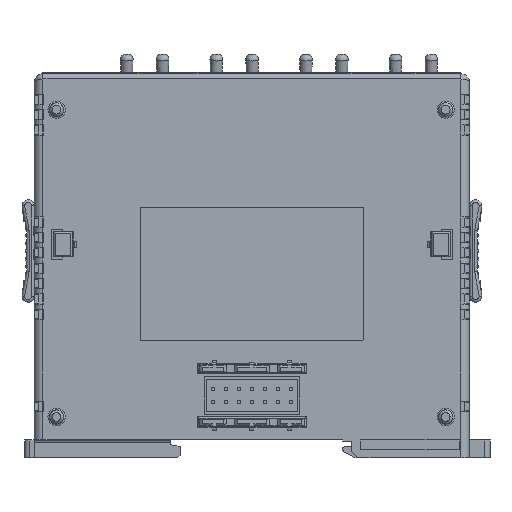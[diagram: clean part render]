
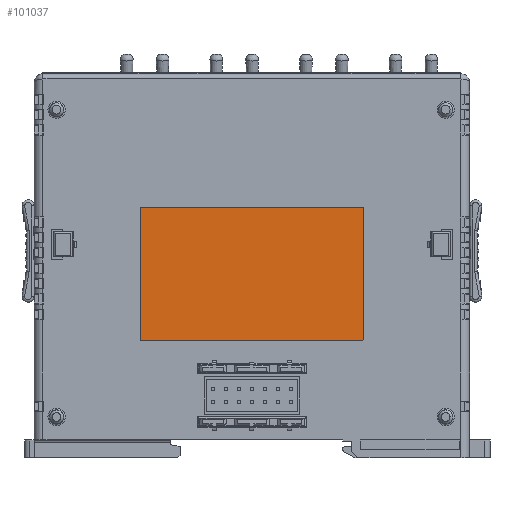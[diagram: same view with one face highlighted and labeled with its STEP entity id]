
A CAD part, left-side view. The second image highlights one B-rep face of the part: STEP entity #101037.
In plain terms, the highlighted planar face has unit normal (-1, 0, 0).
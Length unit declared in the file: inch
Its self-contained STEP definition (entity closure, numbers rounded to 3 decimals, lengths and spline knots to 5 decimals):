
#120 = EDGE_CURVE ( 'NONE', #44891, #31086, #15358, .T. ) ;
#1532 = ORIENTED_EDGE ( 'NONE', *, *, #65452, .T. ) ;
#3500 = EDGE_CURVE ( 'NONE', #62769, #44891, #18477, .T. ) ;
#3894 = CARTESIAN_POINT ( 'NONE',  ( -0.52362, -0.85827, -2.57283 ) ) ;
#5487 = EDGE_LOOP ( 'NONE', ( #23756, #20375, #32880, #6197, #51729, #11235, #30437, #1532 ) ) ;
#6197 = ORIENTED_EDGE ( 'NONE', *, *, #95196, .T. ) ;
#11235 = ORIENTED_EDGE ( 'NONE', *, *, #21979, .T. ) ;
#13430 = AXIS2_PLACEMENT_3D ( 'NONE', #52047, #25250, #90189 ) ;
#14625 = AXIS2_PLACEMENT_3D ( 'NONE', #76953, #113300, #22743 ) ;
#15358 = CIRCLE ( 'NONE', #106703, 0.00787 ) ;
#15604 = DIRECTION ( 'NONE',  ( 0., -1., 0. ) ) ;
#16755 = VERTEX_POINT ( 'NONE', #33075 ) ;
#18477 = LINE ( 'NONE', #47630, #64268 ) ;
#20375 = ORIENTED_EDGE ( 'NONE', *, *, #3500, .T. ) ;
#21979 = EDGE_CURVE ( 'NONE', #16755, #69173, #44574, .T. ) ;
#22743 = DIRECTION ( 'NONE',  ( 0., -1., 0. ) ) ;
#23756 = ORIENTED_EDGE ( 'NONE', *, *, #25415, .T. ) ;
#23954 = LINE ( 'NONE', #113939, #114679 ) ;
#25250 = DIRECTION ( 'NONE',  ( -1., 0., 0. ) ) ;
#25415 = EDGE_CURVE ( 'NONE', #27433, #62769, #100963, .T. ) ;
#27433 = VERTEX_POINT ( 'NONE', #92262 ) ;
#30437 = ORIENTED_EDGE ( 'NONE', *, *, #77118, .T. ) ;
#31086 = VERTEX_POINT ( 'NONE', #88170 ) ;
#32880 = ORIENTED_EDGE ( 'NONE', *, *, #120, .T. ) ;
#33075 = CARTESIAN_POINT ( 'NONE',  ( -0.52362, -0.85039, -1.0374 ) ) ;
#35489 = FACE_OUTER_BOUND ( 'NONE', #5487, .T. ) ;
#37426 = CIRCLE ( 'NONE', #14625, 0.00787 ) ;
#37933 = CARTESIAN_POINT ( 'NONE',  ( -0.52362, -0.85827, -1.04528 ) ) ;
#44574 = LINE ( 'NONE', #73735, #90837 ) ;
#44891 = VERTEX_POINT ( 'NONE', #93179 ) ;
#46650 = EDGE_CURVE ( 'NONE', #105106, #16755, #37426, .T. ) ;
#46733 = DIRECTION ( 'NONE',  ( -1., 0., 0. ) ) ;
#47630 = CARTESIAN_POINT ( 'NONE',  ( -0.52362, 1.67323, -2.06102 ) ) ;
#50019 = CARTESIAN_POINT ( 'NONE',  ( -0.52362, 0.85827, -1.04528 ) ) ;
#51729 = ORIENTED_EDGE ( 'NONE', *, *, #46650, .T. ) ;
#52047 = CARTESIAN_POINT ( 'NONE',  ( -0.52362, 0.85039, -2.05315 ) ) ;
#52726 = DIRECTION ( 'NONE',  ( 0., 0., 1. ) ) ;
#54516 = DIRECTION ( 'NONE',  ( 1., 0., 0. ) ) ;
#56127 = VECTOR ( 'NONE', #74830, 39.37008 ) ;
#61444 = DIRECTION ( 'NONE',  ( -1., 0., 0. ) ) ;
#62769 = VERTEX_POINT ( 'NONE', #66841 ) ;
#64268 = VECTOR ( 'NONE', #83389, 39.37008 ) ;
#65452 = EDGE_CURVE ( 'NONE', #105988, #27433, #23954, .T. ) ;
#66841 = CARTESIAN_POINT ( 'NONE',  ( -0.52362, 0.85039, -2.06102 ) ) ;
#68029 = CARTESIAN_POINT ( 'NONE',  ( -0.52362, -0.85039, -2.05315 ) ) ;
#69173 = VERTEX_POINT ( 'NONE', #71739 ) ;
#70979 = DIRECTION ( 'NONE',  ( 0., 0., -1. ) ) ;
#71739 = CARTESIAN_POINT ( 'NONE',  ( -0.52362, 0.85039, -1.0374 ) ) ;
#71802 = PLANE ( 'NONE',  #114129 ) ;
#73735 = CARTESIAN_POINT ( 'NONE',  ( -0.52362, 1.67323, -1.0374 ) ) ;
#74830 = DIRECTION ( 'NONE',  ( 0., 0., 1. ) ) ;
#76953 = CARTESIAN_POINT ( 'NONE',  ( -0.52362, -0.85039, -1.04528 ) ) ;
#77118 = EDGE_CURVE ( 'NONE', #69173, #105988, #89159, .T. ) ;
#83389 = DIRECTION ( 'NONE',  ( 0., -1., 0. ) ) ;
#88170 = CARTESIAN_POINT ( 'NONE',  ( -0.52362, -0.85827, -2.05315 ) ) ;
#89159 = CIRCLE ( 'NONE', #115805, 0.00787 ) ;
#90189 = DIRECTION ( 'NONE',  ( 0., -1., 0. ) ) ;
#90837 = VECTOR ( 'NONE', #99988, 39.37008 ) ;
#92262 = CARTESIAN_POINT ( 'NONE',  ( -0.52362, 0.85827, -2.05315 ) ) ;
#92692 = LINE ( 'NONE', #3894, #56127 ) ;
#93179 = CARTESIAN_POINT ( 'NONE',  ( -0.52362, -0.85039, -2.06102 ) ) ;
#95196 = EDGE_CURVE ( 'NONE', #31086, #105106, #92692, .T. ) ;
#98049 = CARTESIAN_POINT ( 'NONE',  ( -0.52362, 1.67323, -2.57283 ) ) ;
#99988 = DIRECTION ( 'NONE',  ( 0., 1., 0. ) ) ;
#100963 = CIRCLE ( 'NONE', #13430, 0.00787 ) ;
#101037 = ADVANCED_FACE ( 'NONE', ( #35489 ), #71802, .F. ) ;
#105106 = VERTEX_POINT ( 'NONE', #37933 ) ;
#105988 = VERTEX_POINT ( 'NONE', #50019 ) ;
#106703 = AXIS2_PLACEMENT_3D ( 'NONE', #68029, #61444, #15604 ) ;
#108766 = DIRECTION ( 'NONE',  ( 0., -1., 0. ) ) ;
#109344 = CARTESIAN_POINT ( 'NONE',  ( -0.52362, 0.85039, -1.04528 ) ) ;
#113300 = DIRECTION ( 'NONE',  ( -1., 0., 0. ) ) ;
#113939 = CARTESIAN_POINT ( 'NONE',  ( -0.52362, 0.85827, -2.57283 ) ) ;
#114129 = AXIS2_PLACEMENT_3D ( 'NONE', #98049, #54516, #52726 ) ;
#114679 = VECTOR ( 'NONE', #70979, 39.37008 ) ;
#115805 = AXIS2_PLACEMENT_3D ( 'NONE', #109344, #46733, #108766 ) ;
